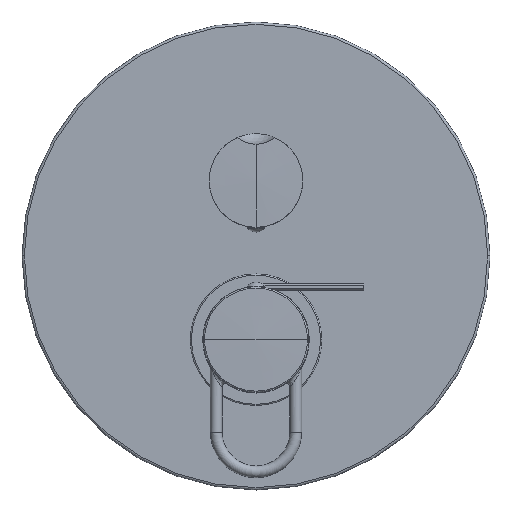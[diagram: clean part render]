
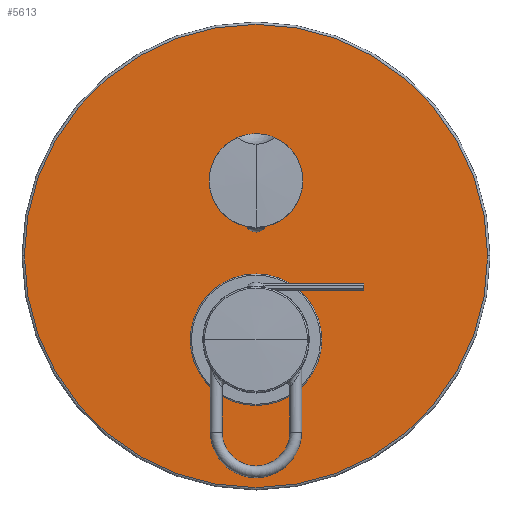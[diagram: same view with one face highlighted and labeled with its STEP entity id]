
A CAD part, top view. The second image highlights one B-rep face of the part: STEP entity #5613.
In plain terms, the highlighted face is planar.
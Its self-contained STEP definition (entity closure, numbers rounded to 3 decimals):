
#5325=CARTESIAN_POINT('',(0.,8.,0.));
#5326=DIRECTION('',(0.,1.,0.));
#5327=DIRECTION('',(1.,0.,0.));
#5328=AXIS2_PLACEMENT_3D('',#5325,#5326,#5327);
#5333=CARTESIAN_POINT('',(0.,8.,0.));
#5334=DIRECTION('',(0.,1.,0.));
#5335=DIRECTION('',(-1.,0.,0.));
#5336=AXIS2_PLACEMENT_3D('',#5333,#5334,#5335);
#5341=CARTESIAN_POINT('',(0.,8.,35.8));
#5342=DIRECTION('',(0.,1.,0.));
#5343=DIRECTION('',(1.,0.,0.));
#5344=AXIS2_PLACEMENT_3D('',#5341,#5342,#5343);
#5349=CARTESIAN_POINT('',(0.,8.,35.8));
#5350=DIRECTION('',(0.,1.,0.));
#5351=DIRECTION('',(-1.,0.,0.));
#5352=AXIS2_PLACEMENT_3D('',#5349,#5350,#5351);
#5357=CARTESIAN_POINT('',(0.,8.,-32.2));
#5358=DIRECTION('',(0.,1.,0.));
#5359=DIRECTION('',(1.,0.,0.));
#5360=AXIS2_PLACEMENT_3D('',#5357,#5358,#5359);
#5365=CARTESIAN_POINT('',(0.,8.,-32.2));
#5366=DIRECTION('',(0.,1.,0.));
#5367=DIRECTION('',(-1.,0.,0.));
#5368=AXIS2_PLACEMENT_3D('',#5365,#5366,#5367);
#5433=CARTESIAN_POINT('',(99.,8.,0.));
#5434=CARTESIAN_POINT('',(-99.,8.,0.));
#5435=VERTEX_POINT('',#5433);
#5436=VERTEX_POINT('',#5434);
#5453=CARTESIAN_POINT('',(25.,8.,35.8));
#5454=CARTESIAN_POINT('',(-25.,8.,35.8));
#5455=VERTEX_POINT('',#5453);
#5456=VERTEX_POINT('',#5454);
#5461=CARTESIAN_POINT('',(11.5,8.,-32.2));
#5462=CARTESIAN_POINT('',(-11.5,8.,-32.2));
#5463=VERTEX_POINT('',#5461);
#5464=VERTEX_POINT('',#5462);
#5591=CARTESIAN_POINT('',(0.,8.,0.));
#5592=DIRECTION('',(0.,-1.,0.));
#5593=DIRECTION('',(-1.,0.,0.));
#5594=AXIS2_PLACEMENT_3D('',#5591,#5592,#5593);
#5595=PLANE('',#5594);
#5596=ORIENTED_EDGE('',*,*,#5581,.F.);
#5598=ORIENTED_EDGE('',*,*,#5597,.F.);
#5599=EDGE_LOOP('',(#5596,#5598));
#5600=FACE_OUTER_BOUND('',#5599,.F.);
#5602=ORIENTED_EDGE('',*,*,#5601,.T.);
#5604=ORIENTED_EDGE('',*,*,#5603,.T.);
#5605=EDGE_LOOP('',(#5602,#5604));
#5606=FACE_BOUND('',#5605,.F.);
#5608=ORIENTED_EDGE('',*,*,#5607,.T.);
#5610=ORIENTED_EDGE('',*,*,#5609,.T.);
#5611=EDGE_LOOP('',(#5608,#5610));
#5612=FACE_BOUND('',#5611,.F.);
#5613=ADVANCED_FACE('',(#5600,#5606,#5612),#5595,.F.);
#5329=CIRCLE('',#5328,99.);
#5337=CIRCLE('',#5336,99.);
#5345=CIRCLE('',#5344,25.);
#5353=CIRCLE('',#5352,25.);
#5361=CIRCLE('',#5360,11.5);
#5369=CIRCLE('',#5368,11.5);
#5581=EDGE_CURVE('',#5435,#5436,#5329,.T.);
#5597=EDGE_CURVE('',#5436,#5435,#5337,.T.);
#5601=EDGE_CURVE('',#5455,#5456,#5345,.T.);
#5603=EDGE_CURVE('',#5456,#5455,#5353,.T.);
#5607=EDGE_CURVE('',#5463,#5464,#5361,.T.);
#5609=EDGE_CURVE('',#5464,#5463,#5369,.T.);
